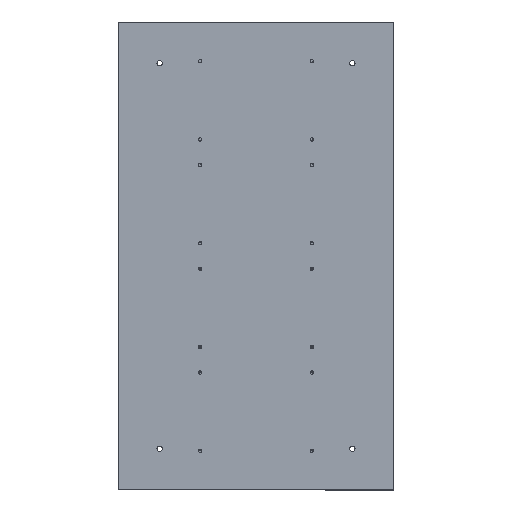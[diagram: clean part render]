
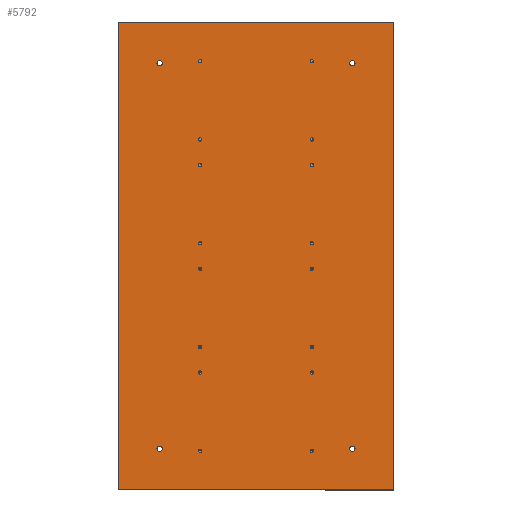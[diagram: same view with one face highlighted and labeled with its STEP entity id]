
A CAD part, front view. The second image highlights one B-rep face of the part: STEP entity #5792.
In plain terms, the highlighted planar face has unit normal (0, -1, 0).
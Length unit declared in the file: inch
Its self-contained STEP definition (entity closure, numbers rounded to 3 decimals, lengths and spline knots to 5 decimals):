
#262=FACE_BOUND('',#888,.T.);
#263=FACE_BOUND('',#889,.T.);
#264=FACE_BOUND('',#890,.T.);
#265=FACE_BOUND('',#891,.T.);
#266=FACE_BOUND('',#892,.T.);
#267=FACE_BOUND('',#893,.T.);
#268=FACE_BOUND('',#894,.T.);
#269=FACE_BOUND('',#895,.T.);
#270=FACE_BOUND('',#896,.T.);
#271=FACE_BOUND('',#897,.T.);
#272=FACE_BOUND('',#898,.T.);
#273=FACE_BOUND('',#899,.T.);
#274=FACE_BOUND('',#900,.T.);
#275=FACE_BOUND('',#901,.T.);
#276=FACE_BOUND('',#902,.T.);
#277=FACE_BOUND('',#903,.T.);
#278=FACE_BOUND('',#904,.T.);
#279=FACE_BOUND('',#905,.T.);
#280=FACE_BOUND('',#906,.T.);
#281=FACE_BOUND('',#907,.T.);
#321=PLANE('',#6617);
#569=FACE_OUTER_BOUND('',#887,.T.);
#887=EDGE_LOOP('',(#4156,#4157,#4158,#4159));
#888=EDGE_LOOP('',(#4160));
#889=EDGE_LOOP('',(#4161));
#890=EDGE_LOOP('',(#4162));
#891=EDGE_LOOP('',(#4163));
#892=EDGE_LOOP('',(#4164));
#893=EDGE_LOOP('',(#4165));
#894=EDGE_LOOP('',(#4166));
#895=EDGE_LOOP('',(#4167));
#896=EDGE_LOOP('',(#4168));
#897=EDGE_LOOP('',(#4169));
#898=EDGE_LOOP('',(#4170));
#899=EDGE_LOOP('',(#4171));
#900=EDGE_LOOP('',(#4172));
#901=EDGE_LOOP('',(#4173));
#902=EDGE_LOOP('',(#4174));
#903=EDGE_LOOP('',(#4175));
#904=EDGE_LOOP('',(#4176));
#905=EDGE_LOOP('',(#4177));
#906=EDGE_LOOP('',(#4178));
#907=EDGE_LOOP('',(#4179));
#1256=LINE('',#8966,#1873);
#1260=LINE('',#8974,#1877);
#1263=LINE('',#8980,#1880);
#1266=LINE('',#8985,#1883);
#1873=VECTOR('',#7268,0.3937);
#1877=VECTOR('',#7274,0.3937);
#1880=VECTOR('',#7279,0.3937);
#1883=VECTOR('',#7284,0.3937);
#2472=CIRCLE('',#6536,0.0485);
#2475=CIRCLE('',#6540,0.0485);
#2478=CIRCLE('',#6544,0.0485);
#2481=CIRCLE('',#6548,0.0485);
#2484=CIRCLE('',#6552,0.031);
#2487=CIRCLE('',#6556,0.031);
#2490=CIRCLE('',#6560,0.031);
#2493=CIRCLE('',#6564,0.031);
#2496=CIRCLE('',#6568,0.031);
#2499=CIRCLE('',#6572,0.031);
#2502=CIRCLE('',#6576,0.031);
#2505=CIRCLE('',#6580,0.031);
#2508=CIRCLE('',#6584,0.031);
#2511=CIRCLE('',#6588,0.031);
#2514=CIRCLE('',#6592,0.031);
#2517=CIRCLE('',#6596,0.031);
#2520=CIRCLE('',#6600,0.031);
#2523=CIRCLE('',#6604,0.031);
#2526=CIRCLE('',#6608,0.031);
#2529=CIRCLE('',#6612,0.031);
#2654=VERTEX_POINT('',#8808);
#2657=VERTEX_POINT('',#8816);
#2660=VERTEX_POINT('',#8824);
#2663=VERTEX_POINT('',#8832);
#2666=VERTEX_POINT('',#8840);
#2669=VERTEX_POINT('',#8848);
#2672=VERTEX_POINT('',#8856);
#2675=VERTEX_POINT('',#8864);
#2678=VERTEX_POINT('',#8872);
#2681=VERTEX_POINT('',#8880);
#2684=VERTEX_POINT('',#8888);
#2687=VERTEX_POINT('',#8896);
#2690=VERTEX_POINT('',#8904);
#2693=VERTEX_POINT('',#8912);
#2696=VERTEX_POINT('',#8920);
#2699=VERTEX_POINT('',#8928);
#2702=VERTEX_POINT('',#8936);
#2705=VERTEX_POINT('',#8944);
#2708=VERTEX_POINT('',#8952);
#2711=VERTEX_POINT('',#8960);
#2712=VERTEX_POINT('',#8964);
#2713=VERTEX_POINT('',#8965);
#2716=VERTEX_POINT('',#8973);
#2718=VERTEX_POINT('',#8979);
#3214=EDGE_CURVE('',#2654,#2654,#2472,.T.);
#3218=EDGE_CURVE('',#2657,#2657,#2475,.T.);
#3222=EDGE_CURVE('',#2660,#2660,#2478,.T.);
#3226=EDGE_CURVE('',#2663,#2663,#2481,.T.);
#3230=EDGE_CURVE('',#2666,#2666,#2484,.T.);
#3234=EDGE_CURVE('',#2669,#2669,#2487,.T.);
#3238=EDGE_CURVE('',#2672,#2672,#2490,.T.);
#3242=EDGE_CURVE('',#2675,#2675,#2493,.T.);
#3246=EDGE_CURVE('',#2678,#2678,#2496,.T.);
#3250=EDGE_CURVE('',#2681,#2681,#2499,.T.);
#3254=EDGE_CURVE('',#2684,#2684,#2502,.T.);
#3258=EDGE_CURVE('',#2687,#2687,#2505,.T.);
#3262=EDGE_CURVE('',#2690,#2690,#2508,.T.);
#3266=EDGE_CURVE('',#2693,#2693,#2511,.T.);
#3270=EDGE_CURVE('',#2696,#2696,#2514,.T.);
#3274=EDGE_CURVE('',#2699,#2699,#2517,.T.);
#3278=EDGE_CURVE('',#2702,#2702,#2520,.T.);
#3282=EDGE_CURVE('',#2705,#2705,#2523,.T.);
#3286=EDGE_CURVE('',#2708,#2708,#2526,.T.);
#3290=EDGE_CURVE('',#2711,#2711,#2529,.T.);
#3291=EDGE_CURVE('',#2712,#2713,#1256,.T.);
#3295=EDGE_CURVE('',#2713,#2716,#1260,.T.);
#3298=EDGE_CURVE('',#2716,#2718,#1263,.T.);
#3301=EDGE_CURVE('',#2718,#2712,#1266,.T.);
#4156=ORIENTED_EDGE('',*,*,#3301,.T.);
#4157=ORIENTED_EDGE('',*,*,#3291,.T.);
#4158=ORIENTED_EDGE('',*,*,#3295,.T.);
#4159=ORIENTED_EDGE('',*,*,#3298,.T.);
#4160=ORIENTED_EDGE('',*,*,#3214,.T.);
#4161=ORIENTED_EDGE('',*,*,#3218,.T.);
#4162=ORIENTED_EDGE('',*,*,#3222,.T.);
#4163=ORIENTED_EDGE('',*,*,#3226,.T.);
#4164=ORIENTED_EDGE('',*,*,#3230,.T.);
#4165=ORIENTED_EDGE('',*,*,#3234,.T.);
#4166=ORIENTED_EDGE('',*,*,#3238,.T.);
#4167=ORIENTED_EDGE('',*,*,#3242,.T.);
#4168=ORIENTED_EDGE('',*,*,#3246,.T.);
#4169=ORIENTED_EDGE('',*,*,#3250,.T.);
#4170=ORIENTED_EDGE('',*,*,#3254,.T.);
#4171=ORIENTED_EDGE('',*,*,#3258,.T.);
#4172=ORIENTED_EDGE('',*,*,#3262,.T.);
#4173=ORIENTED_EDGE('',*,*,#3266,.T.);
#4174=ORIENTED_EDGE('',*,*,#3270,.T.);
#4175=ORIENTED_EDGE('',*,*,#3274,.T.);
#4176=ORIENTED_EDGE('',*,*,#3278,.T.);
#4177=ORIENTED_EDGE('',*,*,#3282,.T.);
#4178=ORIENTED_EDGE('',*,*,#3286,.T.);
#4179=ORIENTED_EDGE('',*,*,#3290,.T.);
#5792=ADVANCED_FACE('',(#569,#262,#263,#264,#265,#266,#267,#268,#269,#270,
#271,#272,#273,#274,#275,#276,#277,#278,#279,#280,#281),#321,.T.);
#6536=AXIS2_PLACEMENT_3D('',#8810,#7093,#7094);
#6540=AXIS2_PLACEMENT_3D('',#8818,#7102,#7103);
#6544=AXIS2_PLACEMENT_3D('',#8826,#7111,#7112);
#6548=AXIS2_PLACEMENT_3D('',#8834,#7120,#7121);
#6552=AXIS2_PLACEMENT_3D('',#8842,#7129,#7130);
#6556=AXIS2_PLACEMENT_3D('',#8850,#7138,#7139);
#6560=AXIS2_PLACEMENT_3D('',#8858,#7147,#7148);
#6564=AXIS2_PLACEMENT_3D('',#8866,#7156,#7157);
#6568=AXIS2_PLACEMENT_3D('',#8874,#7165,#7166);
#6572=AXIS2_PLACEMENT_3D('',#8882,#7174,#7175);
#6576=AXIS2_PLACEMENT_3D('',#8890,#7183,#7184);
#6580=AXIS2_PLACEMENT_3D('',#8898,#7192,#7193);
#6584=AXIS2_PLACEMENT_3D('',#8906,#7201,#7202);
#6588=AXIS2_PLACEMENT_3D('',#8914,#7210,#7211);
#6592=AXIS2_PLACEMENT_3D('',#8922,#7219,#7220);
#6596=AXIS2_PLACEMENT_3D('',#8930,#7228,#7229);
#6600=AXIS2_PLACEMENT_3D('',#8938,#7237,#7238);
#6604=AXIS2_PLACEMENT_3D('',#8946,#7246,#7247);
#6608=AXIS2_PLACEMENT_3D('',#8954,#7255,#7256);
#6612=AXIS2_PLACEMENT_3D('',#8962,#7264,#7265);
#6617=AXIS2_PLACEMENT_3D('',#8987,#7286,#7287);
#7093=DIRECTION('center_axis',(0.,1.,0.));
#7094=DIRECTION('ref_axis',(1.,0.,0.));
#7102=DIRECTION('center_axis',(0.,1.,0.));
#7103=DIRECTION('ref_axis',(1.,0.,0.));
#7111=DIRECTION('center_axis',(0.,1.,0.));
#7112=DIRECTION('ref_axis',(1.,0.,0.));
#7120=DIRECTION('center_axis',(0.,1.,0.));
#7121=DIRECTION('ref_axis',(1.,0.,0.));
#7129=DIRECTION('center_axis',(0.,1.,0.));
#7130=DIRECTION('ref_axis',(1.,0.,0.));
#7138=DIRECTION('center_axis',(0.,1.,0.));
#7139=DIRECTION('ref_axis',(1.,0.,0.));
#7147=DIRECTION('center_axis',(0.,1.,0.));
#7148=DIRECTION('ref_axis',(1.,0.,0.));
#7156=DIRECTION('center_axis',(0.,1.,0.));
#7157=DIRECTION('ref_axis',(1.,0.,0.));
#7165=DIRECTION('center_axis',(0.,1.,0.));
#7166=DIRECTION('ref_axis',(1.,0.,0.));
#7174=DIRECTION('center_axis',(0.,1.,0.));
#7175=DIRECTION('ref_axis',(1.,0.,0.));
#7183=DIRECTION('center_axis',(0.,1.,0.));
#7184=DIRECTION('ref_axis',(1.,0.,0.));
#7192=DIRECTION('center_axis',(0.,1.,0.));
#7193=DIRECTION('ref_axis',(1.,0.,0.));
#7201=DIRECTION('center_axis',(0.,1.,0.));
#7202=DIRECTION('ref_axis',(1.,0.,0.));
#7210=DIRECTION('center_axis',(0.,1.,0.));
#7211=DIRECTION('ref_axis',(1.,0.,0.));
#7219=DIRECTION('center_axis',(0.,1.,0.));
#7220=DIRECTION('ref_axis',(1.,0.,0.));
#7228=DIRECTION('center_axis',(0.,1.,0.));
#7229=DIRECTION('ref_axis',(1.,0.,0.));
#7237=DIRECTION('center_axis',(0.,1.,0.));
#7238=DIRECTION('ref_axis',(1.,0.,0.));
#7246=DIRECTION('center_axis',(0.,1.,0.));
#7247=DIRECTION('ref_axis',(1.,0.,0.));
#7255=DIRECTION('center_axis',(0.,1.,0.));
#7256=DIRECTION('ref_axis',(1.,0.,0.));
#7264=DIRECTION('center_axis',(0.,1.,0.));
#7265=DIRECTION('ref_axis',(1.,0.,0.));
#7268=DIRECTION('',(0.,0.,-1.));
#7274=DIRECTION('',(1.,0.,0.));
#7279=DIRECTION('',(0.,0.,1.));
#7284=DIRECTION('',(-1.,0.,0.));
#7286=DIRECTION('center_axis',(0.,-1.,0.));
#7287=DIRECTION('ref_axis',(0.,0.,-1.));
#8808=CARTESIAN_POINT('',(1.7015,0.,3.5));
#8810=CARTESIAN_POINT('Origin',(1.75,0.,3.5));
#8816=CARTESIAN_POINT('',(-1.7985,0.,3.5));
#8818=CARTESIAN_POINT('Origin',(-1.75,0.,3.5));
#8824=CARTESIAN_POINT('',(-1.7985,0.,-3.5));
#8826=CARTESIAN_POINT('Origin',(-1.75,0.,-3.5));
#8832=CARTESIAN_POINT('',(1.7015,0.,-3.5));
#8834=CARTESIAN_POINT('Origin',(1.75,0.,-3.5));
#8840=CARTESIAN_POINT('',(0.98256,0.,-3.53706));
#8842=CARTESIAN_POINT('Origin',(1.01356,0.,-3.53706));
#8848=CARTESIAN_POINT('',(-1.045,0.,-2.1158));
#8850=CARTESIAN_POINT('Origin',(-1.014,0.,-2.1158));
#8856=CARTESIAN_POINT('',(0.98256,0.,-1.65286));
#8858=CARTESIAN_POINT('Origin',(1.01356,0.,-1.65286));
#8864=CARTESIAN_POINT('',(-1.045,0.,-0.2316));
#8866=CARTESIAN_POINT('Origin',(-1.014,0.,-0.2316));
#8872=CARTESIAN_POINT('',(0.98256,0.,0.23134));
#8874=CARTESIAN_POINT('Origin',(1.01356,0.,0.23134));
#8880=CARTESIAN_POINT('',(-1.045,0.,1.6526));
#8882=CARTESIAN_POINT('Origin',(-1.014,0.,1.6526));
#8888=CARTESIAN_POINT('',(0.98256,0.,2.11554));
#8890=CARTESIAN_POINT('Origin',(1.01356,0.,2.11554));
#8896=CARTESIAN_POINT('',(-1.045,0.,3.5368));
#8898=CARTESIAN_POINT('Origin',(-1.014,0.,3.5368));
#8904=CARTESIAN_POINT('',(0.98256,0.,3.5368));
#8906=CARTESIAN_POINT('Origin',(1.01356,0.,3.5368));
#8912=CARTESIAN_POINT('',(-1.045,0.,2.11554));
#8914=CARTESIAN_POINT('Origin',(-1.014,0.,2.11554));
#8920=CARTESIAN_POINT('',(0.98256,0.,1.6526));
#8922=CARTESIAN_POINT('Origin',(1.01356,0.,1.6526));
#8928=CARTESIAN_POINT('',(-1.045,0.,0.23134));
#8930=CARTESIAN_POINT('Origin',(-1.014,0.,0.23134));
#8936=CARTESIAN_POINT('',(0.98256,0.,-0.2316));
#8938=CARTESIAN_POINT('Origin',(1.01356,0.,-0.2316));
#8944=CARTESIAN_POINT('',(-1.045,0.,-1.65286));
#8946=CARTESIAN_POINT('Origin',(-1.014,0.,-1.65286));
#8952=CARTESIAN_POINT('',(0.98256,0.,-2.1158));
#8954=CARTESIAN_POINT('Origin',(1.01356,0.,-2.1158));
#8960=CARTESIAN_POINT('',(-1.045,0.,-3.53706));
#8962=CARTESIAN_POINT('Origin',(-1.014,0.,-3.53706));
#8964=CARTESIAN_POINT('',(-2.5,0.,4.25));
#8965=CARTESIAN_POINT('',(-2.5,0.,-4.25));
#8966=CARTESIAN_POINT('',(-2.5,0.,4.25));
#8973=CARTESIAN_POINT('',(2.5,0.,-4.25));
#8974=CARTESIAN_POINT('',(-2.5,0.,-4.25));
#8979=CARTESIAN_POINT('',(2.5,0.,4.25));
#8980=CARTESIAN_POINT('',(2.5,0.,-4.25));
#8985=CARTESIAN_POINT('',(2.5,0.,4.25));
#8987=CARTESIAN_POINT('Origin',(0.,0.,0.));
